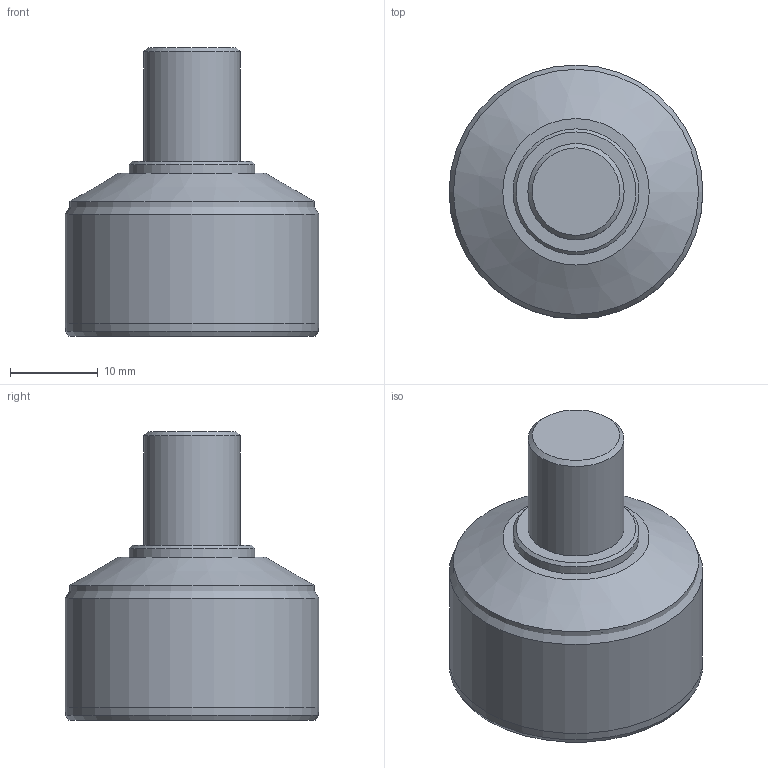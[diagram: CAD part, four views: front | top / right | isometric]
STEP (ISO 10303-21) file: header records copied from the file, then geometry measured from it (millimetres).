
FILE_DESCRIPTION(/* description */ (''),/* implementation_level */ '2;1');
FILE_NAME(/* name */ 'PF84-29H6-EN1.stp',/* time_stamp */ '2018-03-16T14:54:27+05:00',/* author */ (''),/* organization */ (''),/* preprocessor_version */ 'ST-DEVELOPER v16',/* originating_system */ 'SIEMENS PLM Software NX 11.0',/* authorisation */ '');
FILE_SCHEMA (('AUTOMOTIVE_DESIGN { 1 0 10303 214 3 1 1 1 }'));
Length unit declared in the file: millimetre
Products named in the file (1): inpuE848ofcg
Bounding box: 29 x 29 x 33.02 mm (x, y, z)
Volume: 18853.8 mm3; surface area: 6242.3 mm2
Topology: 3 solids, 3 shells, 19 faces, 32 edges, 20 vertices
Faces by surface type: plane 7, cone 7, cylinder 5
Full cylindrical faces by diameter (mm): 11 x1, 14.389 x1, 16.3 x1, 28 x1, 29 x1
Entity records: 440 total; most frequent: DIRECTION 80, CARTESIAN_POINT 57, AXIS2_PLACEMENT_3D 40, EDGE_LOOP 34, ORIENTED_EDGE 34, FACE_BOUND 30, ADVANCED_FACE 19, VERTEX_POINT 17
